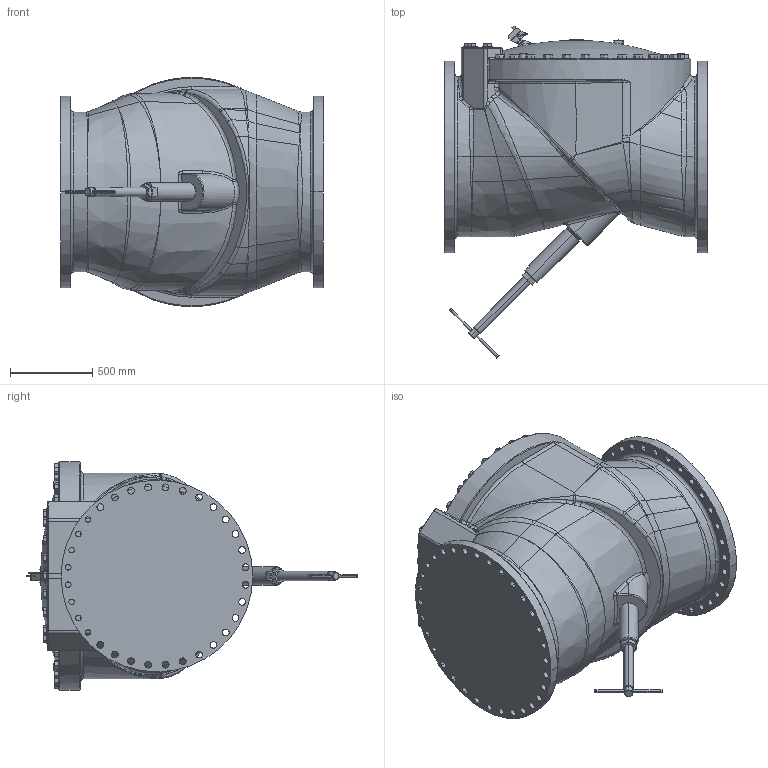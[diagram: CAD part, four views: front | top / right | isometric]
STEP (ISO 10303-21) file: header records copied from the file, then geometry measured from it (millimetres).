
FILE_DESCRIPTION((''),'2;1');
FILE_NAME('536ABFMI_SW0001','2023-11-02T09:21:49',('jlesh'),(''),'CREO PARAMETRIC BY PTC INC, 2023072','CREO PARAMETRIC BY PTC INC, 2023072','');
FILE_SCHEMA(('AUTOMOTIVE_DESIGN { 1 0 10303 214 1 1 1 1 }'));
Length unit declared in the file: inch
Products named in the file (1): 536ABFMI_SW0001
Bounding box: 1600.2 x 2023.23 x 1396.95 mm (x, y, z)
Volume: 1720406462 mm3; surface area: 10597890.2 mm2
Topology: 2 solids, 3 shells, 1574 faces, 3732 edges, 2288 vertices
Faces by surface type: plane 461, cylinder 338, cone 259, bspline 252, torus 245, sphere 19
Entity records: 111603 total; most frequent: CARTESIAN_POINT 69666, ORIENTED_EDGE 7450, DIRECTION 6871, EDGE_CURVE 3725, AXIS2_PLACEMENT_3D 2905, VERTEX_POINT 2288, EDGE_LOOP 1839, CIRCLE 1583
